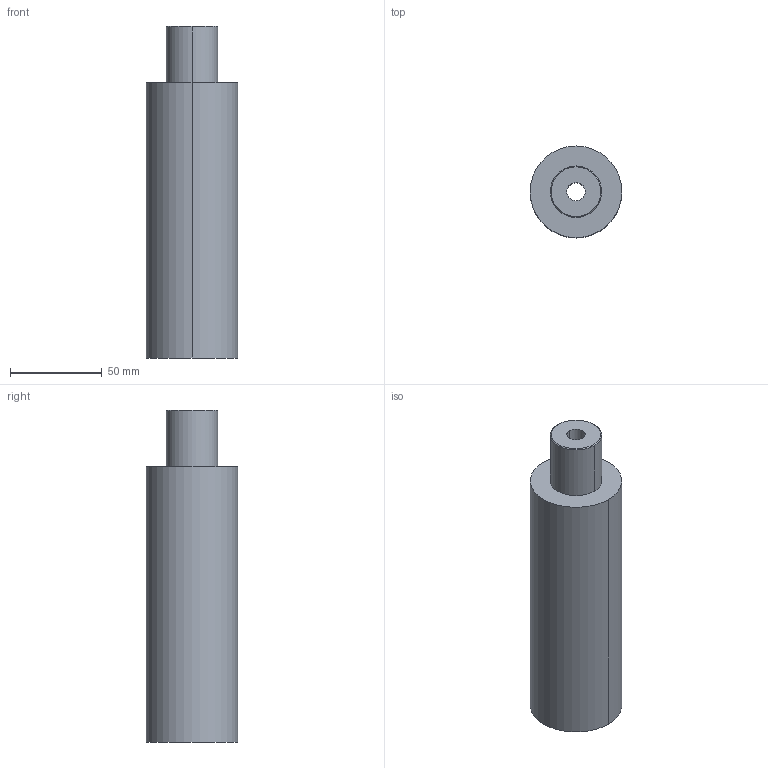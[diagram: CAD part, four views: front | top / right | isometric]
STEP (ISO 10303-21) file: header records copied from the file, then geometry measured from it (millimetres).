
FILE_DESCRIPTION((''),'2;1');
FILE_NAME('8423915005','2021-05-27T10:25:43',('thiemer'),(''),'CREO PARAMETRIC BY PTC INC, 2020053','CREO PARAMETRIC BY PTC INC, 2020053','');
FILE_SCHEMA(('AP242_MANAGED_MODEL_BASED_3D_ENGINEERING_MIM_LF { 1 0 10303 442 1 1 4 }'));
Length unit declared in the file: millimetre
Products named in the file (1): 8423915005
Bounding box: 50 x 50 x 181 mm (x, y, z)
Volume: 281658 mm3; surface area: 37585.1 mm2
Topology: 1 solids, 1 shells, 14 faces, 33 edges, 24 vertices
Faces by surface type: cylinder 8, plane 4, cone 2
Entity records: 887 total; most frequent: DIRECTION 115, CARTESIAN_POINT 90, ORIENTED_EDGE 56, PRESENTATION_STYLE_ASSIGNMENT 48, STYLED_ITEM 48, CURVE_STYLE 47, AXIS2_PLACEMENT_3D 45, PROPERTY_DEFINITION 33
